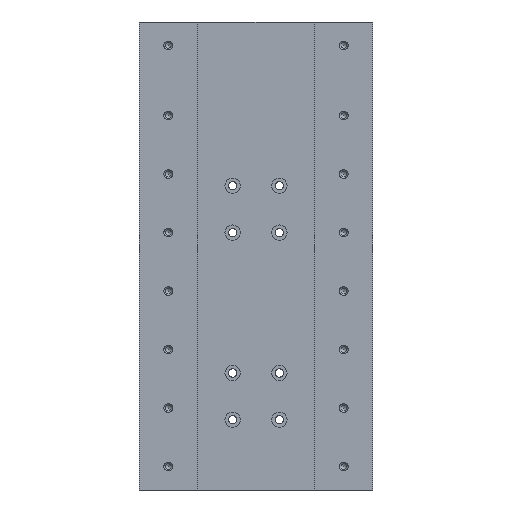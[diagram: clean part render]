
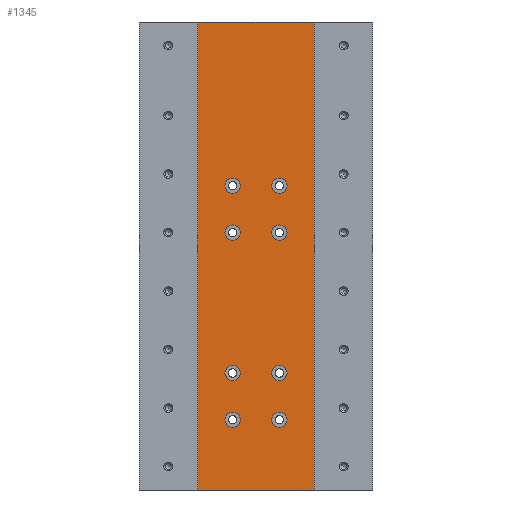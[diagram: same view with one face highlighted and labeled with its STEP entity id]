
A CAD part, front view. The second image highlights one B-rep face of the part: STEP entity #1345.
In plain terms, the highlighted planar face has unit normal (0, -1, 0).
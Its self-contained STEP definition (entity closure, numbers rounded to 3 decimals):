
#39=FACE_BOUND('',#264,.T.);
#40=FACE_BOUND('',#265,.T.);
#41=FACE_BOUND('',#266,.T.);
#42=FACE_BOUND('',#267,.T.);
#43=FACE_BOUND('',#268,.T.);
#44=FACE_BOUND('',#269,.T.);
#45=FACE_BOUND('',#270,.T.);
#46=FACE_BOUND('',#271,.T.);
#67=PLANE('',#1513);
#157=FACE_OUTER_BOUND('',#263,.T.);
#263=EDGE_LOOP('',(#1109,#1110,#1111,#1112));
#264=EDGE_LOOP('',(#1113));
#265=EDGE_LOOP('',(#1114));
#266=EDGE_LOOP('',(#1115));
#267=EDGE_LOOP('',(#1116));
#268=EDGE_LOOP('',(#1117));
#269=EDGE_LOOP('',(#1118));
#270=EDGE_LOOP('',(#1119));
#271=EDGE_LOOP('',(#1120));
#357=LINE('',#2275,#445);
#360=LINE('',#2281,#448);
#363=LINE('',#2285,#451);
#364=LINE('',#2286,#452);
#445=VECTOR('',#1863,10.);
#448=VECTOR('',#1868,10.);
#451=VECTOR('',#1873,10.);
#452=VECTOR('',#1874,10.);
#527=CIRCLE('',#1459,3.25);
#531=CIRCLE('',#1466,3.25);
#535=CIRCLE('',#1473,3.25);
#539=CIRCLE('',#1480,3.25);
#543=CIRCLE('',#1487,3.25);
#547=CIRCLE('',#1494,3.25);
#551=CIRCLE('',#1501,3.25);
#555=CIRCLE('',#1508,3.25);
#639=VERTEX_POINT('',#2174);
#643=VERTEX_POINT('',#2187);
#647=VERTEX_POINT('',#2200);
#651=VERTEX_POINT('',#2213);
#655=VERTEX_POINT('',#2226);
#659=VERTEX_POINT('',#2239);
#663=VERTEX_POINT('',#2252);
#667=VERTEX_POINT('',#2265);
#669=VERTEX_POINT('',#2273);
#670=VERTEX_POINT('',#2274);
#671=VERTEX_POINT('',#2279);
#672=VERTEX_POINT('',#2280);
#783=EDGE_CURVE('',#639,#639,#527,.T.);
#789=EDGE_CURVE('',#643,#643,#531,.T.);
#795=EDGE_CURVE('',#647,#647,#535,.T.);
#801=EDGE_CURVE('',#651,#651,#539,.T.);
#807=EDGE_CURVE('',#655,#655,#543,.T.);
#813=EDGE_CURVE('',#659,#659,#547,.T.);
#819=EDGE_CURVE('',#663,#663,#551,.T.);
#825=EDGE_CURVE('',#667,#667,#555,.T.);
#829=EDGE_CURVE('',#669,#670,#357,.T.);
#832=EDGE_CURVE('',#671,#672,#360,.T.);
#835=EDGE_CURVE('',#671,#670,#363,.T.);
#836=EDGE_CURVE('',#669,#672,#364,.T.);
#1109=ORIENTED_EDGE('',*,*,#829,.T.);
#1110=ORIENTED_EDGE('',*,*,#835,.F.);
#1111=ORIENTED_EDGE('',*,*,#832,.T.);
#1112=ORIENTED_EDGE('',*,*,#836,.F.);
#1113=ORIENTED_EDGE('',*,*,#783,.T.);
#1114=ORIENTED_EDGE('',*,*,#789,.T.);
#1115=ORIENTED_EDGE('',*,*,#795,.T.);
#1116=ORIENTED_EDGE('',*,*,#801,.T.);
#1117=ORIENTED_EDGE('',*,*,#807,.T.);
#1118=ORIENTED_EDGE('',*,*,#813,.T.);
#1119=ORIENTED_EDGE('',*,*,#819,.T.);
#1120=ORIENTED_EDGE('',*,*,#825,.T.);
#1345=ADVANCED_FACE('',(#157,#39,#40,#41,#42,#43,#44,#45,#46),#67,.F.);
#1459=AXIS2_PLACEMENT_3D('',#2175,#1741,#1742);
#1466=AXIS2_PLACEMENT_3D('',#2188,#1757,#1758);
#1473=AXIS2_PLACEMENT_3D('',#2201,#1773,#1774);
#1480=AXIS2_PLACEMENT_3D('',#2214,#1789,#1790);
#1487=AXIS2_PLACEMENT_3D('',#2227,#1805,#1806);
#1494=AXIS2_PLACEMENT_3D('',#2240,#1821,#1822);
#1501=AXIS2_PLACEMENT_3D('',#2253,#1837,#1838);
#1508=AXIS2_PLACEMENT_3D('',#2266,#1853,#1854);
#1513=AXIS2_PLACEMENT_3D('',#2284,#1871,#1872);
#1741=DIRECTION('center_axis',(0.,1.,0.));
#1742=DIRECTION('ref_axis',(0.,0.,-1.));
#1757=DIRECTION('center_axis',(0.,1.,0.));
#1758=DIRECTION('ref_axis',(0.,0.,-1.));
#1773=DIRECTION('center_axis',(0.,1.,0.));
#1774=DIRECTION('ref_axis',(0.,0.,-1.));
#1789=DIRECTION('center_axis',(0.,1.,0.));
#1790=DIRECTION('ref_axis',(0.,0.,-1.));
#1805=DIRECTION('center_axis',(0.,1.,0.));
#1806=DIRECTION('ref_axis',(0.,0.,-1.));
#1821=DIRECTION('center_axis',(0.,1.,0.));
#1822=DIRECTION('ref_axis',(0.,0.,-1.));
#1837=DIRECTION('center_axis',(0.,1.,0.));
#1838=DIRECTION('ref_axis',(0.,0.,-1.));
#1853=DIRECTION('center_axis',(0.,1.,0.));
#1854=DIRECTION('ref_axis',(0.,0.,-1.));
#1863=DIRECTION('',(0.,0.,1.));
#1868=DIRECTION('',(0.,0.,-1.));
#1871=DIRECTION('center_axis',(0.,1.,0.));
#1872=DIRECTION('ref_axis',(1.,0.,0.));
#1873=DIRECTION('',(1.,0.,0.));
#1874=DIRECTION('',(-1.,0.,0.));
#2174=CARTESIAN_POINT('',(-82.553,0.,23.875));
#2175=CARTESIAN_POINT('Origin',(-82.553,0.,20.625));
#2187=CARTESIAN_POINT('',(-102.553,0.,43.875));
#2188=CARTESIAN_POINT('Origin',(-102.553,0.,40.625));
#2200=CARTESIAN_POINT('',(-102.553,0.,23.875));
#2201=CARTESIAN_POINT('Origin',(-102.553,0.,20.625));
#2213=CARTESIAN_POINT('',(-82.553,0.,43.875));
#2214=CARTESIAN_POINT('Origin',(-82.553,0.,40.625));
#2226=CARTESIAN_POINT('',(-102.553,0.,-56.125));
#2227=CARTESIAN_POINT('Origin',(-102.553,0.,-59.375));
#2239=CARTESIAN_POINT('',(-102.553,0.,-36.125));
#2240=CARTESIAN_POINT('Origin',(-102.553,0.,-39.375));
#2252=CARTESIAN_POINT('',(-82.553,0.,-36.125));
#2253=CARTESIAN_POINT('Origin',(-82.553,0.,-39.375));
#2265=CARTESIAN_POINT('',(-82.553,0.,-56.125));
#2266=CARTESIAN_POINT('Origin',(-82.553,0.,-59.375));
#2273=CARTESIAN_POINT('',(-67.553,0.,-89.375));
#2274=CARTESIAN_POINT('',(-67.553,0.,110.625));
#2275=CARTESIAN_POINT('',(-67.553,0.,60.625));
#2279=CARTESIAN_POINT('',(-117.553,0.,110.625));
#2280=CARTESIAN_POINT('',(-117.553,0.,-89.375));
#2281=CARTESIAN_POINT('',(-117.553,0.,-39.375));
#2284=CARTESIAN_POINT('Origin',(-92.553,0.,10.625));
#2285=CARTESIAN_POINT('',(-142.553,0.,110.625));
#2286=CARTESIAN_POINT('',(-42.553,0.,-89.375));
